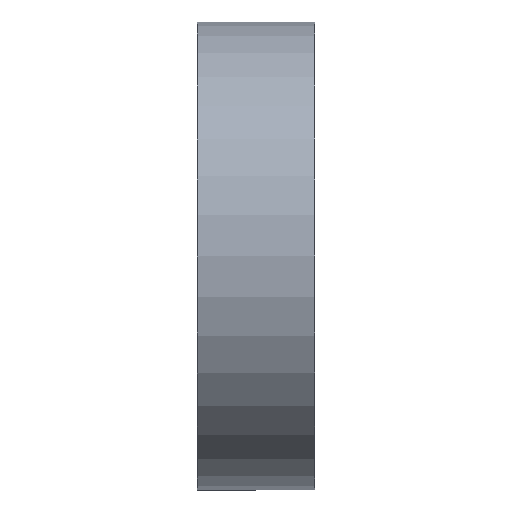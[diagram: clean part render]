
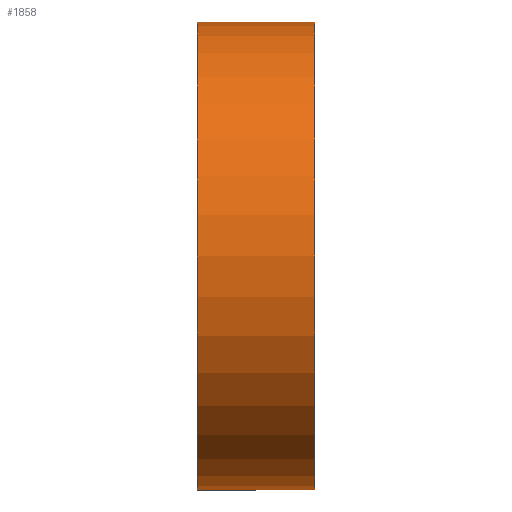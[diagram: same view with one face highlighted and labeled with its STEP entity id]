
A CAD part, front view. The second image highlights one B-rep face of the part: STEP entity #1858.
In plain terms, the highlighted cylindrical face has radius 331.786 mm (diameter 663.572 mm), a full revolution.
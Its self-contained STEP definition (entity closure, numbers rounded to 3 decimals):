
#113=LINE('',#2981,#123);
#123=VECTOR('',#2345,331.786);
#133=CYLINDRICAL_SURFACE('',#2009,331.786);
#229=FACE_OUTER_BOUND('',#346,.T.);
#346=EDGE_LOOP('',(#1201,#1202,#1203,#1204));
#458=CIRCLE('',#1998,331.786);
#460=CIRCLE('',#2001,331.786);
#660=VERTEX_POINT('',#2961);
#662=VERTEX_POINT('',#2966);
#877=EDGE_CURVE('',#660,#660,#458,.T.);
#879=EDGE_CURVE('',#662,#662,#460,.T.);
#886=EDGE_CURVE('',#660,#662,#113,.T.);
#1201=ORIENTED_EDGE('',*,*,#877,.T.);
#1202=ORIENTED_EDGE('',*,*,#886,.T.);
#1203=ORIENTED_EDGE('',*,*,#879,.T.);
#1204=ORIENTED_EDGE('',*,*,#886,.F.);
#1858=ADVANCED_FACE('',(#229),#133,.T.);
#1998=AXIS2_PLACEMENT_3D('',#2962,#2319,#2320);
#2001=AXIS2_PLACEMENT_3D('',#2967,#2325,#2326);
#2009=AXIS2_PLACEMENT_3D('',#2980,#2343,#2344);
#2319=DIRECTION('center_axis',(1.,0.,0.));
#2320=DIRECTION('ref_axis',(0.,0.,1.));
#2325=DIRECTION('center_axis',(-1.,0.,0.));
#2326=DIRECTION('ref_axis',(0.,0.,1.));
#2343=DIRECTION('center_axis',(-1.,0.,0.));
#2344=DIRECTION('ref_axis',(0.,0.,1.));
#2345=DIRECTION('',(1.,0.,0.));
#2961=CARTESIAN_POINT('',(-663.,0.,56.428));
#2962=CARTESIAN_POINT('Origin',(-663.,0.,388.214));
#2966=CARTESIAN_POINT('',(-497.,0.,56.428));
#2967=CARTESIAN_POINT('Origin',(-497.,0.,388.214));
#2980=CARTESIAN_POINT('Origin',(-580.,0.,388.214));
#2981=CARTESIAN_POINT('',(-580.,0.,56.428));
